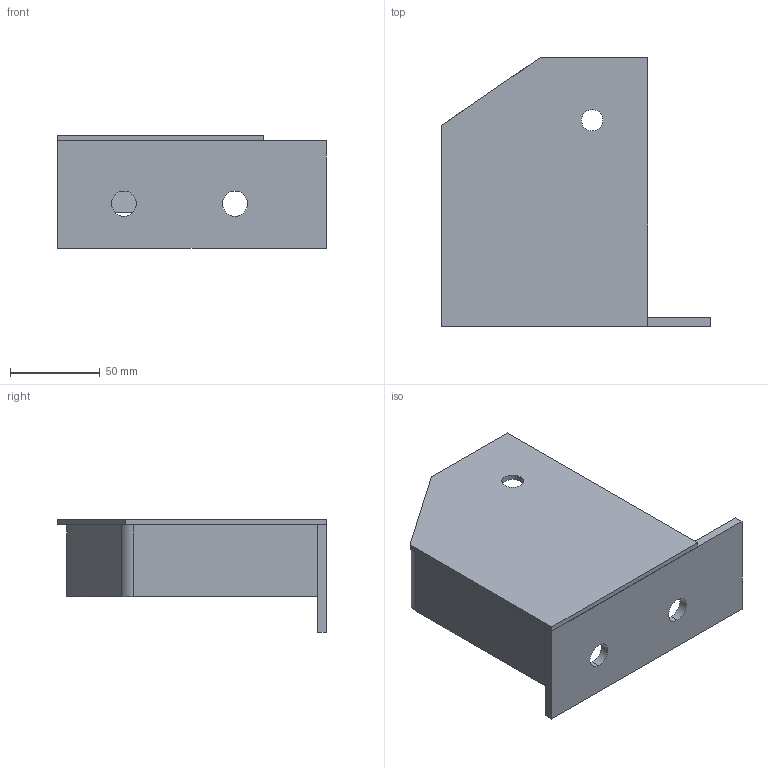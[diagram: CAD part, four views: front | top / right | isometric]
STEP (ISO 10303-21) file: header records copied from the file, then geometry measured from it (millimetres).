
FILE_DESCRIPTION (( 'STEP AP203' ), '1' );
FILE_NAME ('PcP fodstykke venstre.STEP', '2013-12-05T12:52:07', ( '' ), ( '' ), 'SwSTEP 2.0', 'SolidWorks 2013', '' );
FILE_SCHEMA (( 'CONFIG_CONTROL_DESIGN' ));
Length unit declared in the file: millimetre
Products named in the file (4): PcP fodstykke venstre; PcP fodstykke venstre pl2; PcP fodstykke venstre pl1; PcP fodstykke venstre pl3
Assembly tree (3 placements, depth 2):
  PcP fodstykke venstre
    PcP fodstykke venstre pl2
    PcP fodstykke venstre pl1
    PcP fodstykke venstre pl3
Bounding box: 150 x 150 x 63 mm (x, y, z)
Volume: 124065.6 mm3; surface area: 68680.7 mm2
Topology: 3 solids, 3 shells, 33 faces, 73 edges, 46 vertices
Faces by surface type: plane 25, cylinder 8
Entity records: 1325 total; most frequent: DIRECTION 167, CARTESIAN_POINT 158, ORIENTED_EDGE 146, EDGE_CURVE 73, LINE 57, VECTOR 57, AXIS2_PLACEMENT_3D 55, VERTEX_POINT 46
